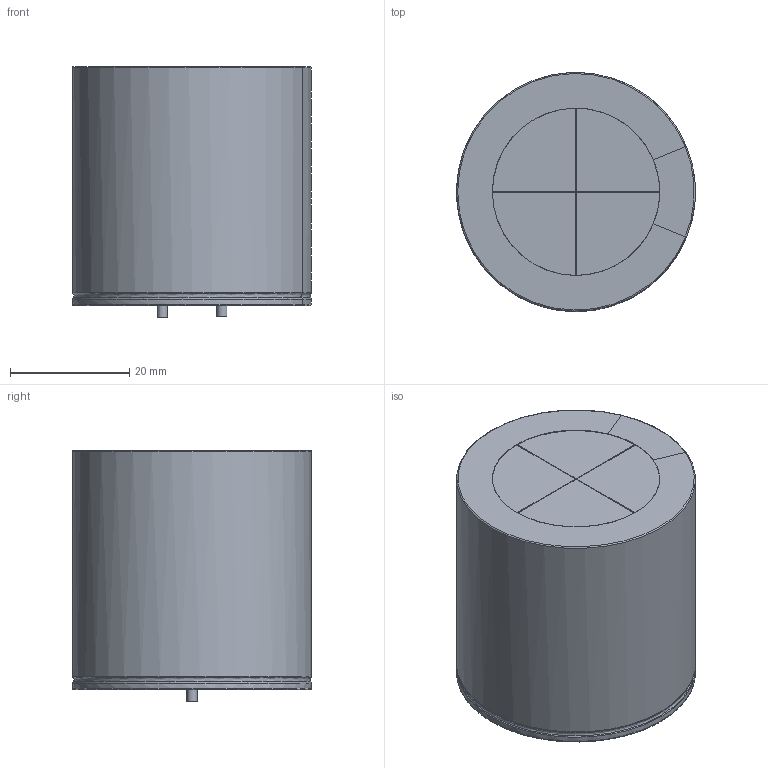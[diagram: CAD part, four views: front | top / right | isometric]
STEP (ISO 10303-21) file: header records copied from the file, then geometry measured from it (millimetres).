
FILE_DESCRIPTION(/* description */ ('model of CP_Radial_D40.0mm_P10.00mm_SnapIn'),/* implementation_level */ '2;1');
FILE_NAME(/* name */ 'CP_Radial_D40.0mm_P10.00mm_SnapIn.step',/* time_stamp */ '2017-05-20T20:38:03',/* author */ ('kicad StepUp','ksu'),/* organization */ ('FreeCAD'),/* preprocessor_version */ 'OCC',/* originating_system */ 'kicad StepUp',/* authorisation */ '');
FILE_SCHEMA(('AUTOMOTIVE_DESIGN_CC2 { 1 2 10303 214 -1 1 5 4 }'));
Length unit declared in the file: millimetre
Products named in the file (1): CP_Radial_D400mm_P1000mm_SnapIn
Bounding box: 40 x 39.99 x 42 mm (x, y, z)
Volume: 50010.9 mm3; surface area: 8831.7 mm2
Topology: 1 solids, 2 shells, 62 faces, 195 edges, 148 vertices
Faces by surface type: plane 23, cylinder 23, bspline 8, revolution 6, torus 2
Full cylindrical faces by diameter (mm): 1.7 x2
Entity records: 2293 total; most frequent: CARTESIAN_POINT 987, ORIENTED_EDGE 343, EDGE_CURVE 195, VERTEX_POINT 148, AXIS2_PLACEMENT_3D 75, FACE_BOUND 73, EDGE_LOOP 73, ADVANCED_FACE 62
